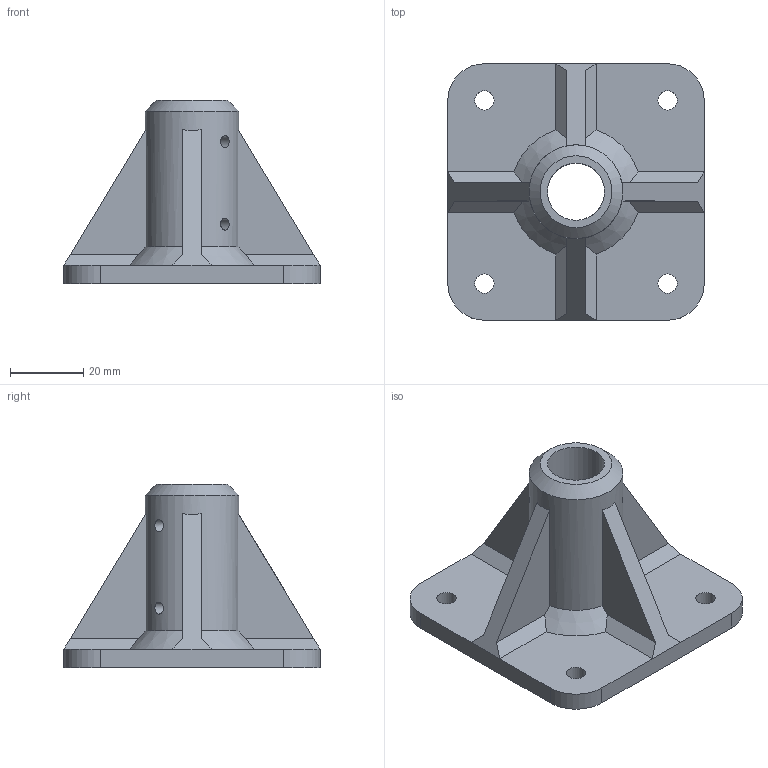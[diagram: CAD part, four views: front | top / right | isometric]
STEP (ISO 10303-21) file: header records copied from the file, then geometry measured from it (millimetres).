
FILE_DESCRIPTION(/* description */ ('STEP AP242','CAx-IF Rec.Pracs.---Representation and Presentation of Product Manufacturing Information (PMI)---4.0---2014-10-13','CAx-IF Rec.Pracs.---3D Tessellated Geometry---0.4---2014-09-14','2;1'),/* implementation_level */ '2;1');
FILE_NAME(/* name */ '6884dcc98a826669769f8bae',/* time_stamp */ '2025-07-26T13:48:58Z',/* author */ (''),/* organization */ (''),/* preprocessor_version */ 'ST-DEVELOPER v20',/* originating_system */ 'ONSHAPE BY PTC INC, 1.201',/* authorisation */ ' ');
FILE_SCHEMA (('AP242_MANAGED_MODEL_BASED_3D_ENGINEERING_MIM_LF { 1 0 10303 442 1 1 4 }'));
Length unit declared in the file: metre
Products named in the file (1): tube_mount_bracket
Bounding box: 70 x 70 x 50 mm (x, y, z)
Volume: 46475.5 mm3; surface area: 19291.1 mm2
Topology: 1 solids, 1 shells, 49 faces, 132 edges, 85 vertices
Faces by surface type: plane 30, cylinder 14, cone 5
Full cylindrical faces by diameter (mm): 3.3 x4, 5.3 x4, 15.6 x1, 25.6 x1
Entity records: 1600 total; most frequent: CARTESIAN_POINT 382, ORIENTED_EDGE 240, DIRECTION 228, EDGE_CURVE 120, VERTEX_POINT 84, AXIS2_PLACEMENT_3D 82, EDGE_LOOP 78, FACE_BOUND 78
